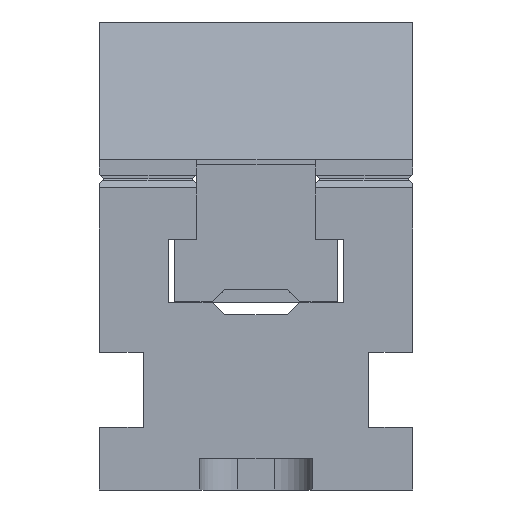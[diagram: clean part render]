
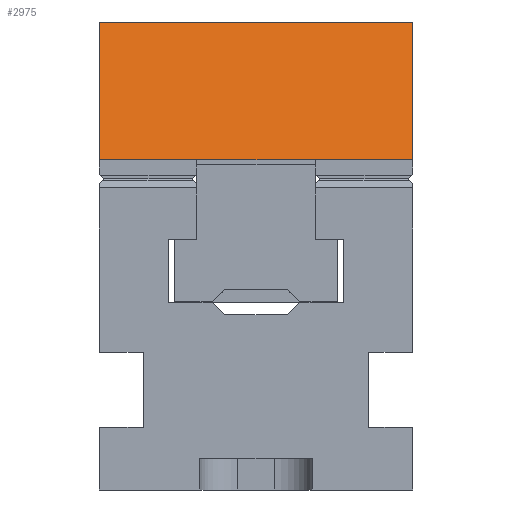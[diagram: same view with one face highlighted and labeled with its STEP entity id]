
A CAD part, front view. The second image highlights one B-rep face of the part: STEP entity #2975.
In plain terms, the highlighted face is planar.
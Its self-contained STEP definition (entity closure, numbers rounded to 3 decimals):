
#2975 = ADVANCED_FACE( '', ( #7913 ), #7914, .T. );
#7913 = FACE_OUTER_BOUND( '', #15033, .T. );
#7914 = PLANE( '', #15034 );
#15033 = EDGE_LOOP( '', ( #23007, #23008, #23009, #23010, #23011, #23012, #23013, #23014 ) );
#15034 = AXIS2_PLACEMENT_3D( '', #23015, #23016, #23017 );
#23007 = ORIENTED_EDGE( '', *, *, #44857, .F. );
#23008 = ORIENTED_EDGE( '', *, *, #44858, .T. );
#23009 = ORIENTED_EDGE( '', *, *, #44598, .F. );
#23010 = ORIENTED_EDGE( '', *, *, #44859, .F. );
#23011 = ORIENTED_EDGE( '', *, *, #44860, .T. );
#23012 = ORIENTED_EDGE( '', *, *, #44861, .T. );
#23013 = ORIENTED_EDGE( '', *, *, #44862, .F. );
#23014 = ORIENTED_EDGE( '', *, *, #44863, .F. );
#23015 = CARTESIAN_POINT( '', ( 25., 19.1, 12.5 ) );
#23016 = DIRECTION( '', ( 0., 0.966, 0.259 ) );
#23017 = DIRECTION( '', ( 0., -0.259, 0.966 ) );
#44598 = EDGE_CURVE( '', #54044, #54046, #54047, .T. );
#44857 = EDGE_CURVE( '', #54491, #54492, #54493, .T. );
#44858 = EDGE_CURVE( '', #54491, #54046, #54494, .T. );
#44859 = EDGE_CURVE( '', #54495, #54044, #54496, .T. );
#44860 = EDGE_CURVE( '', #54495, #54497, #54498, .T. );
#44861 = EDGE_CURVE( '', #54497, #54499, #54500, .T. );
#44862 = EDGE_CURVE( '', #54501, #54499, #54502, .T. );
#44863 = EDGE_CURVE( '', #54492, #54501, #54503, .T. );
#54044 = VERTEX_POINT( '', #67946 );
#54046 = VERTEX_POINT( '', #67949 );
#54047 = LINE( '', #67950, #67951 );
#54491 = VERTEX_POINT( '', #68585 );
#54492 = VERTEX_POINT( '', #68586 );
#54493 = LINE( '', #68587, #68588 );
#54494 = LINE( '', #68589, #68590 );
#54495 = VERTEX_POINT( '', #68591 );
#54496 = LINE( '', #68592, #68593 );
#54497 = VERTEX_POINT( '', #68594 );
#54498 = LINE( '', #68595, #68596 );
#54499 = VERTEX_POINT( '', #68597 );
#54500 = LINE( '', #68598, #68599 );
#54501 = VERTEX_POINT( '', #68600 );
#54502 = LINE( '', #68601, #68602 );
#54503 = LINE( '', #68603, #68604 );
#67946 = CARTESIAN_POINT( '', ( -25., 19.1, 12.5 ) );
#67949 = CARTESIAN_POINT( '', ( -25., 25., -9.519 ) );
#67950 = CARTESIAN_POINT( '', ( -25., 19.1, 12.5 ) );
#67951 = VECTOR( '', #86945, 1000. );
#68585 = CARTESIAN_POINT( '', ( -9.5, 25., -9.519 ) );
#68586 = CARTESIAN_POINT( '', ( -9.5, 24.995, -9.5 ) );
#68587 = CARTESIAN_POINT( '', ( -9.5, 19.1, 12.5 ) );
#68588 = VECTOR( '', #87175, 1000. );
#68589 = CARTESIAN_POINT( '', ( 25., 25., -9.519 ) );
#68590 = VECTOR( '', #87176, 1000. );
#68591 = CARTESIAN_POINT( '', ( 25., 19.1, 12.5 ) );
#68592 = CARTESIAN_POINT( '', ( 25., 19.1, 12.5 ) );
#68593 = VECTOR( '', #87177, 1000. );
#68594 = CARTESIAN_POINT( '', ( 25., 25., -9.519 ) );
#68595 = CARTESIAN_POINT( '', ( 25., 19.1, 12.5 ) );
#68596 = VECTOR( '', #87178, 1000. );
#68597 = CARTESIAN_POINT( '', ( 9.5, 25., -9.519 ) );
#68598 = CARTESIAN_POINT( '', ( 25., 25., -9.519 ) );
#68599 = VECTOR( '', #87179, 1000. );
#68600 = CARTESIAN_POINT( '', ( 9.5, 24.995, -9.5 ) );
#68601 = CARTESIAN_POINT( '', ( 9.5, 19.1, 12.5 ) );
#68602 = VECTOR( '', #87180, 1000. );
#68603 = CARTESIAN_POINT( '', ( 25., 24.995, -9.5 ) );
#68604 = VECTOR( '', #87181, 1000. );
#86945 = DIRECTION( '', ( 0., 0.259, -0.966 ) );
#87175 = DIRECTION( '', ( 0., -0.259, 0.966 ) );
#87176 = DIRECTION( '', ( -1., 0., 0. ) );
#87177 = DIRECTION( '', ( -1., 0., 0. ) );
#87178 = DIRECTION( '', ( 0., 0.259, -0.966 ) );
#87179 = DIRECTION( '', ( -1., 0., 0. ) );
#87180 = DIRECTION( '', ( 0., 0.259, -0.966 ) );
#87181 = DIRECTION( '', ( 1., 0., 0. ) );
